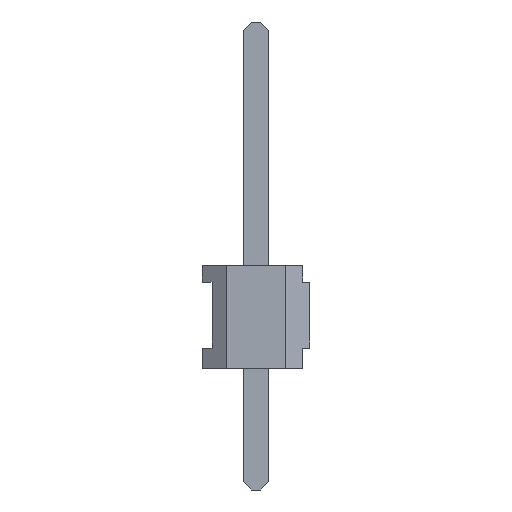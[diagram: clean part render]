
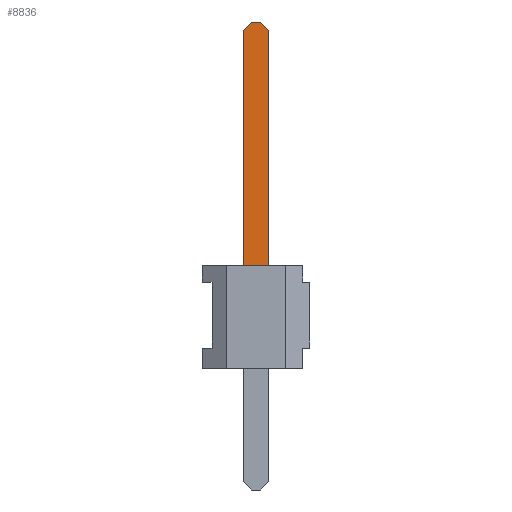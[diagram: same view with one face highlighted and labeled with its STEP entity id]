
A CAD part, left-side view. The second image highlights one B-rep face of the part: STEP entity #8836.
In plain terms, the highlighted planar face has unit normal (-1, 0, 0).
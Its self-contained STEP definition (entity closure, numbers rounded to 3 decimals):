
#260 = VECTOR ( 'NONE', #12401, 1000. ) ;
#392 = CARTESIAN_POINT ( 'NONE',  ( -4.13, 0., 0. ) ) ;
#394 = CARTESIAN_POINT ( 'NONE',  ( -4.13, -0.32, 2.54 ) ) ;
#467 = CARTESIAN_POINT ( 'NONE',  ( -4.13, -0.12, 8.54 ) ) ;
#651 = LINE ( 'NONE', #15858, #4277 ) ;
#1213 = CARTESIAN_POINT ( 'NONE',  ( -4.13, -0.32, 8.34 ) ) ;
#2001 = LINE ( 'NONE', #13119, #8528 ) ;
#2118 = VERTEX_POINT ( 'NONE', #13604 ) ;
#2362 = ORIENTED_EDGE ( 'NONE', *, *, #10387, .T. ) ;
#2516 = LINE ( 'NONE', #3991, #17355 ) ;
#3576 = DIRECTION ( 'NONE',  ( -1., 0., 0. ) ) ;
#3991 = CARTESIAN_POINT ( 'NONE',  ( -4.13, 0.12, 8.54 ) ) ;
#4046 = ORIENTED_EDGE ( 'NONE', *, *, #6589, .T. ) ;
#4277 = VECTOR ( 'NONE', #8809, 1000. ) ;
#5609 = LINE ( 'NONE', #17891, #260 ) ;
#5681 = VECTOR ( 'NONE', #6798, 1000. ) ;
#6158 = ORIENTED_EDGE ( 'NONE', *, *, #14613, .T. ) ;
#6230 = DIRECTION ( 'NONE',  ( 0., -1., 0. ) ) ;
#6253 = EDGE_CURVE ( 'NONE', #11660, #14684, #2001, .T. ) ;
#6423 = EDGE_LOOP ( 'NONE', ( #2362, #16233, #4046, #10163, #14231, #6158 ) ) ;
#6589 = EDGE_CURVE ( 'NONE', #14684, #15068, #13406, .T. ) ;
#6798 = DIRECTION ( 'NONE',  ( 0., 0.707, 0.707 ) ) ;
#6842 = VERTEX_POINT ( 'NONE', #467 ) ;
#6955 = CARTESIAN_POINT ( 'NONE',  ( -4.13, 0.32, 8.34 ) ) ;
#7634 = FACE_OUTER_BOUND ( 'NONE', #6423, .T. ) ;
#8177 = LINE ( 'NONE', #1213, #5681 ) ;
#8528 = VECTOR ( 'NONE', #6230, 1000. ) ;
#8809 = DIRECTION ( 'NONE',  ( 0., 0.707, -0.707 ) ) ;
#8836 = ADVANCED_FACE ( 'NONE', ( #7634 ), #11844, .T. ) ;
#9278 = DIRECTION ( 'NONE',  ( 0., 0., 1. ) ) ;
#9722 = CARTESIAN_POINT ( 'NONE',  ( -4.13, 0.32, 2.54 ) ) ;
#9982 = VECTOR ( 'NONE', #9278, 1000. ) ;
#10163 = ORIENTED_EDGE ( 'NONE', *, *, #13828, .T. ) ;
#10387 = EDGE_CURVE ( 'NONE', #11892, #11660, #5609, .T. ) ;
#10474 = DIRECTION ( 'NONE',  ( 0., 0., 1. ) ) ;
#11660 = VERTEX_POINT ( 'NONE', #9722 ) ;
#11844 = PLANE ( 'NONE',  #12863 ) ;
#11892 = VERTEX_POINT ( 'NONE', #6955 ) ;
#12005 = CARTESIAN_POINT ( 'NONE',  ( -4.13, -0.32, -2.8 ) ) ;
#12401 = DIRECTION ( 'NONE',  ( 0., 0., -1. ) ) ;
#12863 = AXIS2_PLACEMENT_3D ( 'NONE', #392, #3576, #10474 ) ;
#12911 = EDGE_CURVE ( 'NONE', #6842, #2118, #2516, .T. ) ;
#13119 = CARTESIAN_POINT ( 'NONE',  ( -4.13, 0., 2.54 ) ) ;
#13406 = LINE ( 'NONE', #12005, #9982 ) ;
#13604 = CARTESIAN_POINT ( 'NONE',  ( -4.13, 0.12, 8.54 ) ) ;
#13828 = EDGE_CURVE ( 'NONE', #15068, #6842, #8177, .T. ) ;
#14231 = ORIENTED_EDGE ( 'NONE', *, *, #12911, .T. ) ;
#14613 = EDGE_CURVE ( 'NONE', #2118, #11892, #651, .T. ) ;
#14684 = VERTEX_POINT ( 'NONE', #394 ) ;
#15068 = VERTEX_POINT ( 'NONE', #17394 ) ;
#15858 = CARTESIAN_POINT ( 'NONE',  ( -4.13, 0.32, 8.34 ) ) ;
#16233 = ORIENTED_EDGE ( 'NONE', *, *, #6253, .T. ) ;
#17355 = VECTOR ( 'NONE', #17821, 1000. ) ;
#17394 = CARTESIAN_POINT ( 'NONE',  ( -4.13, -0.32, 8.34 ) ) ;
#17821 = DIRECTION ( 'NONE',  ( 0., 1., 0. ) ) ;
#17891 = CARTESIAN_POINT ( 'NONE',  ( -4.13, 0.32, -2.8 ) ) ;
